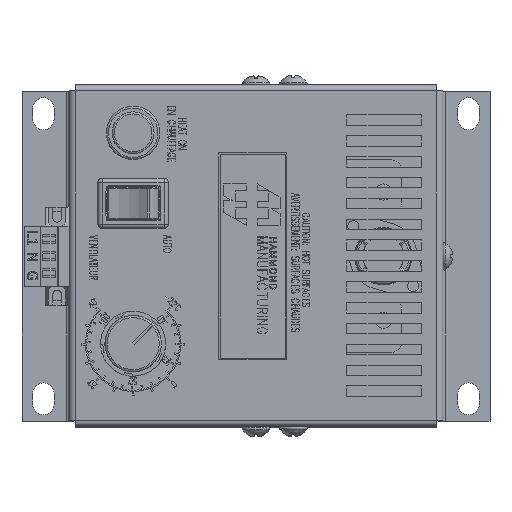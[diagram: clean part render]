
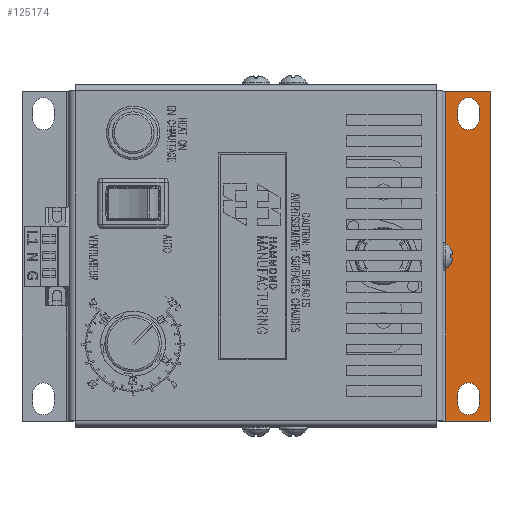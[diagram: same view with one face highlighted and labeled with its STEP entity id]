
A CAD part, top view. The second image highlights one B-rep face of the part: STEP entity #125174.
In plain terms, the highlighted planar face has unit normal (0, 0, 1).
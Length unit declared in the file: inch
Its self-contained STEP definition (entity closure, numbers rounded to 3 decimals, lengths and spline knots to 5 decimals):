
#910 = ORIENTED_EDGE ( 'NONE', *, *, #77388, .T. ) ;
#1550 = VERTEX_POINT ( 'NONE', #71429 ) ;
#2197 = CIRCLE ( 'NONE', #128747, 0.125 ) ;
#3988 = CARTESIAN_POINT ( 'NONE',  ( 2.1365, 1.929, -4.398 ) ) ;
#4731 = ORIENTED_EDGE ( 'NONE', *, *, #9335, .T. ) ;
#6315 = CARTESIAN_POINT ( 'NONE',  ( 2.2175, 0., -4.398 ) ) ;
#7513 = DIRECTION ( 'NONE',  ( 1., 0., 0. ) ) ;
#9335 = EDGE_CURVE ( 'NONE', #27396, #128375, #92904, .T. ) ;
#10417 = CARTESIAN_POINT ( 'NONE',  ( 2.6125, 1.7305, -4.398 ) ) ;
#10513 = CARTESIAN_POINT ( 'NONE',  ( 2.4875, 1.7305, -4.398 ) ) ;
#10713 = DIRECTION ( 'NONE',  ( 0., 0., -1. ) ) ;
#11429 = DIRECTION ( 'NONE',  ( 0., 0., -1. ) ) ;
#13093 = VERTEX_POINT ( 'NONE', #31912 ) ;
#13166 = VERTEX_POINT ( 'NONE', #129566 ) ;
#14079 = FACE_BOUND ( 'NONE', #102953, .T. ) ;
#15878 = EDGE_CURVE ( 'NONE', #77135, #1550, #65978, .T. ) ;
#16336 = ORIENTED_EDGE ( 'NONE', *, *, #72381, .T. ) ;
#17145 = EDGE_CURVE ( 'NONE', #125104, #27396, #55595, .T. ) ;
#18088 = VECTOR ( 'NONE', #33921, 39.37008 ) ;
#18184 = CIRCLE ( 'NONE', #37788, 0.125 ) ;
#18871 = DIRECTION ( 'NONE',  ( 0., 1., 0. ) ) ;
#19450 = VERTEX_POINT ( 'NONE', #133634 ) ;
#24562 = CARTESIAN_POINT ( 'NONE',  ( 2.3625, 1.7305, -4.398 ) ) ;
#25016 = CARTESIAN_POINT ( 'NONE',  ( 2.43631, 0., -4.398 ) ) ;
#26163 = LINE ( 'NONE', #6315, #109231 ) ;
#27396 = VERTEX_POINT ( 'NONE', #24562 ) ;
#27546 = CARTESIAN_POINT ( 'NONE',  ( 2.1875, -1.929, -4.398 ) ) ;
#28963 = VECTOR ( 'NONE', #47243, 39.37008 ) ;
#31687 = VERTEX_POINT ( 'NONE', #80943 ) ;
#31912 = CARTESIAN_POINT ( 'NONE',  ( 2.3625, -1.6055, -4.398 ) ) ;
#32486 = EDGE_CURVE ( 'NONE', #19450, #77135, #44151, .T. ) ;
#33278 = CARTESIAN_POINT ( 'NONE',  ( 2.4875, -1.7305, -4.398 ) ) ;
#33921 = DIRECTION ( 'NONE',  ( 0., -1., 0. ) ) ;
#34209 = EDGE_CURVE ( 'NONE', #116552, #13166, #108238, .T. ) ;
#37788 = AXIS2_PLACEMENT_3D ( 'NONE', #94080, #10713, #7513 ) ;
#42149 = DIRECTION ( 'NONE',  ( 0., 1., 0. ) ) ;
#43217 = VERTEX_POINT ( 'NONE', #110640 ) ;
#44151 = LINE ( 'NONE', #73587, #18088 ) ;
#46155 = DIRECTION ( 'NONE',  ( 1., 0., 0. ) ) ;
#47032 = DIRECTION ( 'NONE',  ( 1., 0., 0. ) ) ;
#47243 = DIRECTION ( 'NONE',  ( 0., -1., 0. ) ) ;
#47688 = VECTOR ( 'NONE', #18871, 39.37008 ) ;
#48006 = DIRECTION ( 'NONE',  ( 0., -1., 0. ) ) ;
#49471 = ORIENTED_EDGE ( 'NONE', *, *, #97826, .T. ) ;
#49829 = EDGE_CURVE ( 'NONE', #116552, #31687, #104343, .T. ) ;
#49832 = EDGE_CURVE ( 'NONE', #43217, #125104, #18184, .T. ) ;
#52203 = DIRECTION ( 'NONE',  ( 1., 0., 0. ) ) ;
#52399 = CARTESIAN_POINT ( 'NONE',  ( 2.3625, 1.6055, -4.398 ) ) ;
#55595 = LINE ( 'NONE', #129387, #122994 ) ;
#56815 = CARTESIAN_POINT ( 'NONE',  ( 2.6125, 0., -4.398 ) ) ;
#56861 = AXIS2_PLACEMENT_3D ( 'NONE', #25016, #95455, #46155 ) ;
#59146 = CARTESIAN_POINT ( 'NONE',  ( 2.4875, -1.6055, -4.398 ) ) ;
#59163 = CARTESIAN_POINT ( 'NONE',  ( 2.3625, 0., -4.398 ) ) ;
#59432 = CARTESIAN_POINT ( 'NONE',  ( 2.7375, 0., -4.398 ) ) ;
#59930 = ORIENTED_EDGE ( 'NONE', *, *, #49832, .T. ) ;
#60529 = DIRECTION ( 'NONE',  ( 0., 0., -1. ) ) ;
#62359 = AXIS2_PLACEMENT_3D ( 'NONE', #10513, #104810, #52203 ) ;
#62941 = VECTOR ( 'NONE', #47032, 39.37008 ) ;
#63848 = AXIS2_PLACEMENT_3D ( 'NONE', #33278, #11429, #74299 ) ;
#64758 = EDGE_LOOP ( 'NONE', ( #16336, #49471, #104984, #128684 ) ) ;
#65978 = CIRCLE ( 'NONE', #63848, 0.125 ) ;
#69218 = DIRECTION ( 'NONE',  ( -1., 0., 0. ) ) ;
#70917 = EDGE_CURVE ( 'NONE', #103402, #31687, #127771, .T. ) ;
#71429 = CARTESIAN_POINT ( 'NONE',  ( 2.3625, -1.7305, -4.398 ) ) ;
#72381 = EDGE_CURVE ( 'NONE', #1550, #13093, #112512, .T. ) ;
#73587 = CARTESIAN_POINT ( 'NONE',  ( 2.6125, 0., -4.398 ) ) ;
#74299 = DIRECTION ( 'NONE',  ( -1., 0., 0. ) ) ;
#75613 = FACE_OUTER_BOUND ( 'NONE', #99572, .T. ) ;
#77095 = VECTOR ( 'NONE', #69218, 39.37008 ) ;
#77135 = VERTEX_POINT ( 'NONE', #88442 ) ;
#77388 = EDGE_CURVE ( 'NONE', #128375, #43217, #99198, .T. ) ;
#78008 = ORIENTED_EDGE ( 'NONE', *, *, #17145, .T. ) ;
#80943 = CARTESIAN_POINT ( 'NONE',  ( 2.7375, 1.929, -4.398 ) ) ;
#85680 = ORIENTED_EDGE ( 'NONE', *, *, #49829, .T. ) ;
#85860 = ORIENTED_EDGE ( 'NONE', *, *, #34209, .F. ) ;
#85868 = FACE_BOUND ( 'NONE', #64758, .T. ) ;
#88442 = CARTESIAN_POINT ( 'NONE',  ( 2.6125, -1.7305, -4.398 ) ) ;
#90209 = DIRECTION ( 'NONE',  ( 0., 1., 0. ) ) ;
#92904 = CIRCLE ( 'NONE', #62359, 0.125 ) ;
#93106 = ORIENTED_EDGE ( 'NONE', *, *, #126870, .T. ) ;
#94080 = CARTESIAN_POINT ( 'NONE',  ( 2.4875, 1.6055, -4.398 ) ) ;
#95455 = DIRECTION ( 'NONE',  ( 0., 0., 1. ) ) ;
#96736 = VECTOR ( 'NONE', #90209, 39.37008 ) ;
#97826 = EDGE_CURVE ( 'NONE', #13093, #19450, #2197, .T. ) ;
#99198 = LINE ( 'NONE', #56815, #28963 ) ;
#99572 = EDGE_LOOP ( 'NONE', ( #93106, #85860, #85680, #107330 ) ) ;
#102953 = EDGE_LOOP ( 'NONE', ( #78008, #4731, #910, #59930 ) ) ;
#103402 = VERTEX_POINT ( 'NONE', #105755 ) ;
#104343 = LINE ( 'NONE', #59432, #96736 ) ;
#104810 = DIRECTION ( 'NONE',  ( 0., 0., -1. ) ) ;
#104984 = ORIENTED_EDGE ( 'NONE', *, *, #32486, .T. ) ;
#105755 = CARTESIAN_POINT ( 'NONE',  ( 2.2175, 1.929, -4.398 ) ) ;
#106747 = CARTESIAN_POINT ( 'NONE',  ( 2.7375, -1.929, -4.398 ) ) ;
#107330 = ORIENTED_EDGE ( 'NONE', *, *, #70917, .F. ) ;
#108238 = LINE ( 'NONE', #27546, #77095 ) ;
#109231 = VECTOR ( 'NONE', #48006, 39.37008 ) ;
#110640 = CARTESIAN_POINT ( 'NONE',  ( 2.6125, 1.6055, -4.398 ) ) ;
#112512 = LINE ( 'NONE', #59163, #47688 ) ;
#116552 = VERTEX_POINT ( 'NONE', #106747 ) ;
#116648 = PLANE ( 'NONE',  #56861 ) ;
#122734 = DIRECTION ( 'NONE',  ( -1., 0., 0. ) ) ;
#122994 = VECTOR ( 'NONE', #42149, 39.37008 ) ;
#125104 = VERTEX_POINT ( 'NONE', #52399 ) ;
#125174 = ADVANCED_FACE ( 'NONE', ( #75613, #85868, #14079 ), #116648, .T. ) ;
#126870 = EDGE_CURVE ( 'NONE', #103402, #13166, #26163, .T. ) ;
#127771 = LINE ( 'NONE', #3988, #62941 ) ;
#128375 = VERTEX_POINT ( 'NONE', #10417 ) ;
#128684 = ORIENTED_EDGE ( 'NONE', *, *, #15878, .T. ) ;
#128747 = AXIS2_PLACEMENT_3D ( 'NONE', #59146, #60529, #122734 ) ;
#129387 = CARTESIAN_POINT ( 'NONE',  ( 2.3625, 0., -4.398 ) ) ;
#129566 = CARTESIAN_POINT ( 'NONE',  ( 2.2175, -1.929, -4.398 ) ) ;
#133634 = CARTESIAN_POINT ( 'NONE',  ( 2.6125, -1.6055, -4.398 ) ) ;
